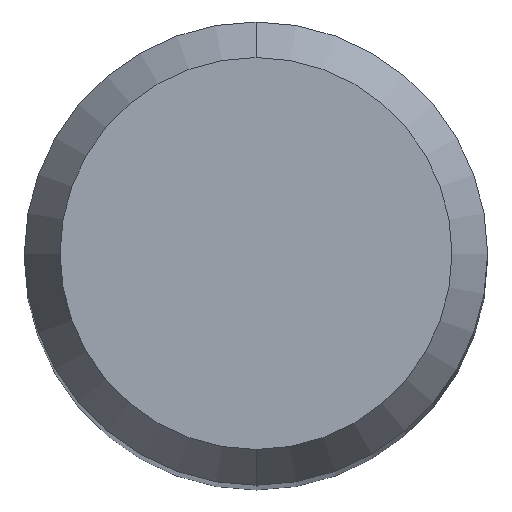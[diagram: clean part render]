
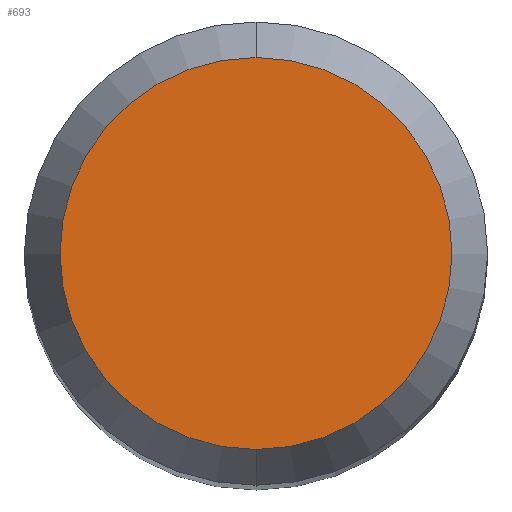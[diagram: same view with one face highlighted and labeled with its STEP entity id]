
A CAD part, top view. The second image highlights one B-rep face of the part: STEP entity #693.
In plain terms, the highlighted planar face has unit normal (0, 0, 1).
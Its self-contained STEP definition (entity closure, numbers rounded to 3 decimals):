
#513=VERTEX_POINT('',#1284);
#641=EDGE_CURVE('',#983,#513,#1428,.T.);
#693=ADVANCED_FACE('',(#1482),#1483,.T.);
#763=EDGE_CURVE('',#513,#983,#1559,.T.);
#983=VERTEX_POINT('',#1792);
#1284=CARTESIAN_POINT('',(0.0,2.538,0.0));
#1428=CIRCLE('',#4468,2.538);
#1482=FACE_OUTER_BOUND('',#4941,.T.);
#1483=PLANE('',#4942);
#1559=CIRCLE('',#6167,2.538);
#1792=CARTESIAN_POINT('',(0.,-2.538,0.0));
#4468=AXIS2_PLACEMENT_3D('',#9813,#9814,#9815);
#4941=EDGE_LOOP('',(#9860,#9861));
#4942=AXIS2_PLACEMENT_3D('',#9862,#9863,#9864);
#6167=AXIS2_PLACEMENT_3D('',#9930,#9931,#9932);
#9813=CARTESIAN_POINT('',(0.0,0.0,0.0));
#9814=DIRECTION('',(0.0,0.0,-1.0));
#9815=DIRECTION('',(0.0,1.0,0.0));
#9860=ORIENTED_EDGE('',*,*,#763,.F.);
#9861=ORIENTED_EDGE('',*,*,#641,.F.);
#9862=CARTESIAN_POINT('',(0.0,1.269,0.0));
#9863=DIRECTION('',(-0.0,0.0,1.0));
#9864=DIRECTION('',(0.0,-1.0,0.0));
#9930=CARTESIAN_POINT('',(0.0,0.0,0.0));
#9931=DIRECTION('',(0.0,0.0,-1.0));
#9932=DIRECTION('',(0.0,1.0,0.0));
